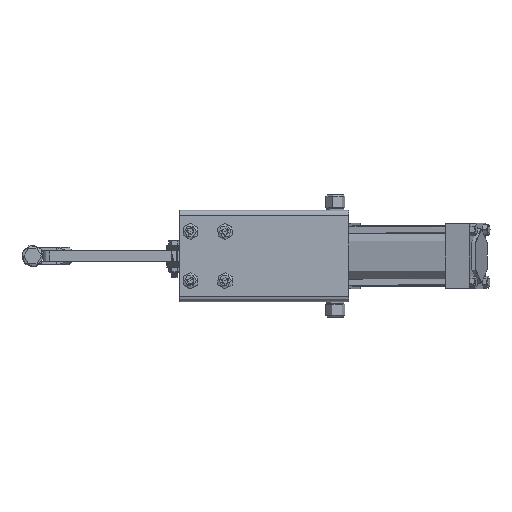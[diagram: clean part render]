
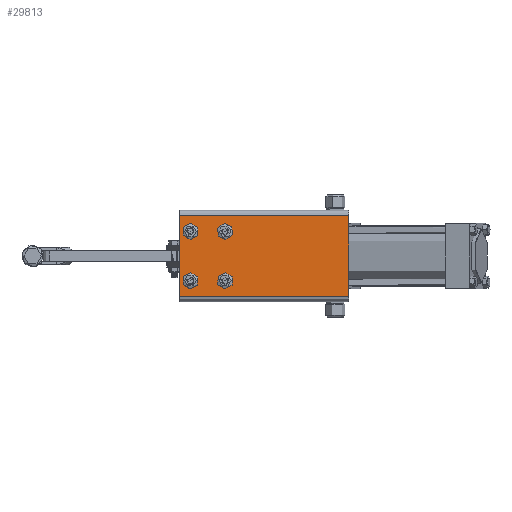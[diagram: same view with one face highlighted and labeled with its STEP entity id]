
A CAD part, front view. The second image highlights one B-rep face of the part: STEP entity #29813.
In plain terms, the highlighted planar face has unit normal (0, -1, 0).
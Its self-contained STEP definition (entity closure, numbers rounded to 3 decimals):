
#1617 = LINE ( 'NONE', #17167, #4016 ) ;
#1668 = DIRECTION ( 'NONE',  ( -1., 0., 0. ) ) ;
#2705 = DIRECTION ( 'NONE',  ( 0., 0., 1. ) ) ;
#2711 = DIRECTION ( 'NONE',  ( 0., 0., 1. ) ) ;
#3786 = AXIS2_PLACEMENT_3D ( 'NONE', #64476, #18918, #72122 ) ;
#4016 = VECTOR ( 'NONE', #62799, 1000. ) ;
#4420 = CARTESIAN_POINT ( 'NONE',  ( 41.6, 0., 64.6 ) ) ;
#4680 = CARTESIAN_POINT ( 'NONE',  ( 37.25, 0., 64.6 ) ) ;
#4900 = ORIENTED_EDGE ( 'NONE', *, *, #57850, .T. ) ;
#8242 = CARTESIAN_POINT ( 'NONE',  ( 37.25, 0., 19.4 ) ) ;
#9464 = DIRECTION ( 'NONE',  ( 0., 0., 1. ) ) ;
#10158 = ORIENTED_EDGE ( 'NONE', *, *, #83847, .T. ) ;
#10267 = AXIS2_PLACEMENT_3D ( 'NONE', #4420, #57738, #12087 ) ;
#10736 = LINE ( 'NONE', #43992, #89436 ) ;
#12087 = DIRECTION ( 'NONE',  ( 0., 0., 1. ) ) ;
#12260 = EDGE_CURVE ( 'NONE', #79581, #49378, #1617, .T. ) ;
#12371 = CARTESIAN_POINT ( 'NONE',  ( 41.6, 0., 19.4 ) ) ;
#15590 = EDGE_CURVE ( 'NONE', #22922, #70926, #33748, .T. ) ;
#17167 = CARTESIAN_POINT ( 'NONE',  ( 0., 0., 5. ) ) ;
#17946 = EDGE_CURVE ( 'NONE', #70926, #22922, #29896, .T. ) ;
#17979 = AXIS2_PLACEMENT_3D ( 'NONE', #94020, #48414, #2711 ) ;
#18918 = DIRECTION ( 'NONE',  ( 0., 1., 0. ) ) ;
#19482 = CARTESIAN_POINT ( 'NONE',  ( 45.95, 0., 19.4 ) ) ;
#19668 = CIRCLE ( 'NONE', #53148, 4.35 ) ;
#20131 = DIRECTION ( 'NONE',  ( 0., 0., 1. ) ) ;
#22453 = FACE_BOUND ( 'NONE', #58979, .T. ) ;
#22471 = CIRCLE ( 'NONE', #59747, 4.35 ) ;
#22793 = DIRECTION ( 'NONE',  ( 0., 1., 0. ) ) ;
#22922 = VERTEX_POINT ( 'NONE', #62089 ) ;
#23701 = DIRECTION ( 'NONE',  ( 0., 1., 0. ) ) ;
#23798 = CARTESIAN_POINT ( 'NONE',  ( 41.6, 0., 19.4 ) ) ;
#24125 = AXIS2_PLACEMENT_3D ( 'NONE', #68316, #22793, #75967 ) ;
#26352 = AXIS2_PLACEMENT_3D ( 'NONE', #93106, #55120, #9464 ) ;
#26814 = EDGE_LOOP ( 'NONE', ( #10158, #58965 ) ) ;
#27246 = CIRCLE ( 'NONE', #34342, 4.35 ) ;
#27462 = CARTESIAN_POINT ( 'NONE',  ( 0., 0., 84. ) ) ;
#28277 = EDGE_CURVE ( 'NONE', #84596, #71729, #97651, .T. ) ;
#29813 = ADVANCED_FACE ( 'NONE', ( #22453, #96327, #60505, #37910, #75959 ), #47506, .F. ) ;
#29896 = CIRCLE ( 'NONE', #17979, 4.35 ) ;
#31467 = ORIENTED_EDGE ( 'NONE', *, *, #91363, .T. ) ;
#31470 = DIRECTION ( 'NONE',  ( 0., 0., 1. ) ) ;
#31703 = EDGE_LOOP ( 'NONE', ( #37525, #45863, #55284, #31467 ) ) ;
#31844 = ORIENTED_EDGE ( 'NONE', *, *, #66106, .T. ) ;
#33314 = LINE ( 'NONE', #27462, #55908 ) ;
#33427 = VERTEX_POINT ( 'NONE', #96026 ) ;
#33748 = CIRCLE ( 'NONE', #3786, 4.35 ) ;
#34342 = AXIS2_PLACEMENT_3D ( 'NONE', #23798, #76977, #31470 ) ;
#35895 = CARTESIAN_POINT ( 'NONE',  ( 155., 0., 79. ) ) ;
#36999 = CARTESIAN_POINT ( 'NONE',  ( 155., 0., 5. ) ) ;
#37525 = ORIENTED_EDGE ( 'NONE', *, *, #62164, .T. ) ;
#37910 = FACE_BOUND ( 'NONE', #26814, .T. ) ;
#42017 = VERTEX_POINT ( 'NONE', #68461 ) ;
#42164 = DIRECTION ( 'NONE',  ( 0., 0., -1. ) ) ;
#43984 = CIRCLE ( 'NONE', #24125, 4.35 ) ;
#43992 = CARTESIAN_POINT ( 'NONE',  ( 155., 0., 84. ) ) ;
#44520 = CARTESIAN_POINT ( 'NONE',  ( 14.15, 0., 64.6 ) ) ;
#45801 = EDGE_CURVE ( 'NONE', #59518, #71101, #19668, .T. ) ;
#45863 = ORIENTED_EDGE ( 'NONE', *, *, #12260, .T. ) ;
#46027 = AXIS2_PLACEMENT_3D ( 'NONE', #12371, #65665, #20131 ) ;
#47375 = CARTESIAN_POINT ( 'NONE',  ( 0., 0., 79. ) ) ;
#47506 = PLANE ( 'NONE',  #26352 ) ;
#47938 = EDGE_LOOP ( 'NONE', ( #87937, #31844 ) ) ;
#48411 = DIRECTION ( 'NONE',  ( 0., 1., 0. ) ) ;
#48414 = DIRECTION ( 'NONE',  ( 0., 1., 0. ) ) ;
#49378 = VERTEX_POINT ( 'NONE', #36999 ) ;
#53148 = AXIS2_PLACEMENT_3D ( 'NONE', #69231, #23701, #76873 ) ;
#54510 = ORIENTED_EDGE ( 'NONE', *, *, #66212, .T. ) ;
#54636 = EDGE_CURVE ( 'NONE', #88830, #49378, #10736, .T. ) ;
#55120 = DIRECTION ( 'NONE',  ( 0., 1., 0. ) ) ;
#55284 = ORIENTED_EDGE ( 'NONE', *, *, #54636, .F. ) ;
#55908 = VECTOR ( 'NONE', #42164, 1000. ) ;
#57213 = LINE ( 'NONE', #47375, #59535 ) ;
#57738 = DIRECTION ( 'NONE',  ( 0., 1., 0. ) ) ;
#57850 = EDGE_CURVE ( 'NONE', #65200, #33427, #70558, .T. ) ;
#58965 = ORIENTED_EDGE ( 'NONE', *, *, #45801, .T. ) ;
#58979 = EDGE_LOOP ( 'NONE', ( #86146, #84877 ) ) ;
#59518 = VERTEX_POINT ( 'NONE', #97444 ) ;
#59535 = VECTOR ( 'NONE', #1668, 1000. ) ;
#59747 = AXIS2_PLACEMENT_3D ( 'NONE', #94015, #48411, #2705 ) ;
#60505 = FACE_BOUND ( 'NONE', #47938, .T. ) ;
#62089 = CARTESIAN_POINT ( 'NONE',  ( 5.45, 0., 64.6 ) ) ;
#62164 = EDGE_CURVE ( 'NONE', #42017, #79581, #33314, .T. ) ;
#62799 = DIRECTION ( 'NONE',  ( 1., 0., 0. ) ) ;
#64476 = CARTESIAN_POINT ( 'NONE',  ( 9.8, 0., 64.6 ) ) ;
#65200 = VERTEX_POINT ( 'NONE', #4680 ) ;
#65266 = CARTESIAN_POINT ( 'NONE',  ( 0., 0., 5. ) ) ;
#65665 = DIRECTION ( 'NONE',  ( 0., 1., 0. ) ) ;
#66106 = EDGE_CURVE ( 'NONE', #71729, #84596, #27246, .T. ) ;
#66212 = EDGE_CURVE ( 'NONE', #33427, #65200, #22471, .T. ) ;
#66873 = DIRECTION ( 'NONE',  ( 0., 0., -1. ) ) ;
#67844 = EDGE_LOOP ( 'NONE', ( #4900, #54510 ) ) ;
#68316 = CARTESIAN_POINT ( 'NONE',  ( 9.8, 0., 19.4 ) ) ;
#68461 = CARTESIAN_POINT ( 'NONE',  ( 0., 0., 79. ) ) ;
#69231 = CARTESIAN_POINT ( 'NONE',  ( 9.8, 0., 19.4 ) ) ;
#70558 = CIRCLE ( 'NONE', #10267, 4.35 ) ;
#70926 = VERTEX_POINT ( 'NONE', #44520 ) ;
#71101 = VERTEX_POINT ( 'NONE', #77340 ) ;
#71729 = VERTEX_POINT ( 'NONE', #19482 ) ;
#72122 = DIRECTION ( 'NONE',  ( 0., 0., 1. ) ) ;
#75959 = FACE_OUTER_BOUND ( 'NONE', #31703, .T. ) ;
#75967 = DIRECTION ( 'NONE',  ( 0., 0., 1. ) ) ;
#76873 = DIRECTION ( 'NONE',  ( 0., 0., 1. ) ) ;
#76977 = DIRECTION ( 'NONE',  ( 0., 1., 0. ) ) ;
#77340 = CARTESIAN_POINT ( 'NONE',  ( 5.45, 0., 19.4 ) ) ;
#79581 = VERTEX_POINT ( 'NONE', #65266 ) ;
#83847 = EDGE_CURVE ( 'NONE', #71101, #59518, #43984, .T. ) ;
#84596 = VERTEX_POINT ( 'NONE', #8242 ) ;
#84877 = ORIENTED_EDGE ( 'NONE', *, *, #17946, .T. ) ;
#86146 = ORIENTED_EDGE ( 'NONE', *, *, #15590, .T. ) ;
#87937 = ORIENTED_EDGE ( 'NONE', *, *, #28277, .T. ) ;
#88830 = VERTEX_POINT ( 'NONE', #35895 ) ;
#89436 = VECTOR ( 'NONE', #66873, 1000. ) ;
#91363 = EDGE_CURVE ( 'NONE', #88830, #42017, #57213, .T. ) ;
#93106 = CARTESIAN_POINT ( 'NONE',  ( 0., 0., 84. ) ) ;
#94015 = CARTESIAN_POINT ( 'NONE',  ( 41.6, 0., 64.6 ) ) ;
#94020 = CARTESIAN_POINT ( 'NONE',  ( 9.8, 0., 64.6 ) ) ;
#96026 = CARTESIAN_POINT ( 'NONE',  ( 45.95, 0., 64.6 ) ) ;
#96327 = FACE_BOUND ( 'NONE', #67844, .T. ) ;
#97444 = CARTESIAN_POINT ( 'NONE',  ( 14.15, 0., 19.4 ) ) ;
#97651 = CIRCLE ( 'NONE', #46027, 4.35 ) ;
